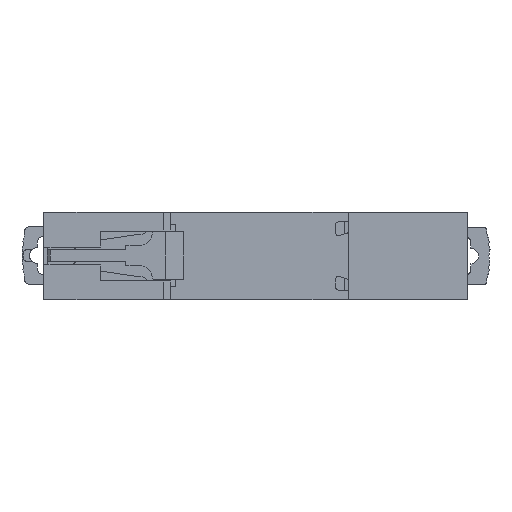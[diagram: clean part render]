
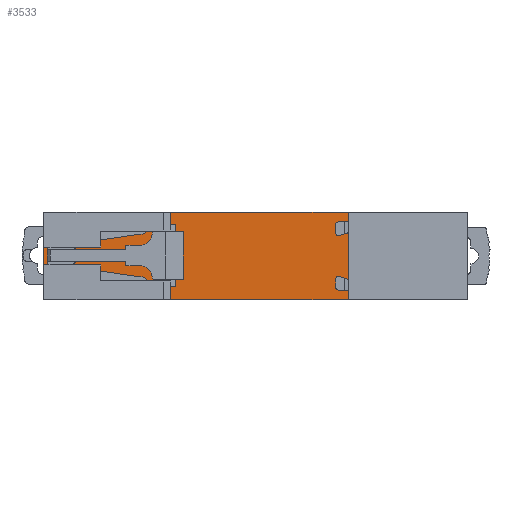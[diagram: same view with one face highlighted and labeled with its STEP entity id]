
A CAD part, front view. The second image highlights one B-rep face of the part: STEP entity #3533.
In plain terms, the highlighted planar face has unit normal (0, -1, 0).
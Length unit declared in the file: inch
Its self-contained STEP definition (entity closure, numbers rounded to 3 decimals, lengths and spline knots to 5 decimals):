
#481=DIRECTION('',(0.,0.,1.));
#482=VECTOR('',#481,0.1122);
#483=CARTESIAN_POINT('',(1.17657,0.26502,
-0.69094));
#484=LINE('',#483,#482);
#485=DIRECTION('',(1.,0.,0.));
#486=VECTOR('',#485,1.);
#487=CARTESIAN_POINT('',(0.17657,0.26502,
-0.11417));
#488=LINE('',#487,#486);
#489=DIRECTION('',(0.,0.,1.));
#490=VECTOR('',#489,0.1122);
#491=CARTESIAN_POINT('',(1.17657,0.26502,
-0.11417));
#492=LINE('',#491,#490);
#493=DIRECTION('',(1.,0.,0.));
#494=VECTOR('',#493,1.39764);
#495=CARTESIAN_POINT('',(1.17657,0.26502,
-0.00197));
#496=LINE('',#495,#494);
#497=DIRECTION('',(0.,0.,1.));
#498=VECTOR('',#497,0.68898);
#499=CARTESIAN_POINT('',(2.5742,0.26502,
-0.69094));
#500=LINE('',#499,#498);
#501=DIRECTION('',(-1.,0.,0.));
#502=VECTOR('',#501,1.39764);
#503=CARTESIAN_POINT('',(2.5742,0.26502,
-0.69094));
#504=LINE('',#503,#502);
#663=DIRECTION('',(0.,0.,-1.));
#664=VECTOR('',#663,0.46457);
#665=CARTESIAN_POINT('',(0.17657,0.26502,
-0.11417));
#666=LINE('',#665,#664);
#1057=DIRECTION('',(1.,0.,0.));
#1058=VECTOR('',#1057,1.);
#1059=CARTESIAN_POINT('',(0.17657,0.26502,
-0.57874));
#1060=LINE('',#1059,#1058);
#2399=CARTESIAN_POINT('',(2.5742,0.26502,
-0.69094));
#2400=CARTESIAN_POINT('',(2.5742,0.26502,
-0.00197));
#2401=VERTEX_POINT('',#2399);
#2402=VERTEX_POINT('',#2400);
#2637=CARTESIAN_POINT('',(1.17657,0.26502,
-0.69094));
#2638=VERTEX_POINT('',#2637);
#2643=CARTESIAN_POINT('',(1.17657,0.26502,
-0.00197));
#2644=VERTEX_POINT('',#2643);
#2655=CARTESIAN_POINT('',(0.17657,0.26502,
-0.11417));
#2656=VERTEX_POINT('',#2655);
#2657=CARTESIAN_POINT('',(0.17657,0.26502,
-0.57874));
#2658=VERTEX_POINT('',#2657);
#2665=CARTESIAN_POINT('',(1.17657,0.26502,
-0.11417));
#2667=VERTEX_POINT('',#2665);
#2669=CARTESIAN_POINT('',(1.17657,0.26502,
-0.57874));
#2671=VERTEX_POINT('',#2669);
#3512=CARTESIAN_POINT('',(2.5742,0.26502,
-0.69094));
#3513=DIRECTION('',(0.,-1.,0.));
#3514=DIRECTION('',(-1.,0.,0.));
#3515=AXIS2_PLACEMENT_3D('',#3512,#3513,#3514);
#3516=PLANE('',#3515);
#3518=ORIENTED_EDGE('',*,*,#3517,.T.);
#3520=ORIENTED_EDGE('',*,*,#3519,.F.);
#3522=ORIENTED_EDGE('',*,*,#3521,.F.);
#3524=ORIENTED_EDGE('',*,*,#3523,.T.);
#3526=ORIENTED_EDGE('',*,*,#3525,.T.);
#3528=ORIENTED_EDGE('',*,*,#3527,.T.);
#3529=ORIENTED_EDGE('',*,*,#3470,.F.);
#3530=ORIENTED_EDGE('',*,*,#3028,.T.);
#3531=EDGE_LOOP('',(#3518,#3520,#3522,#3524,#3526,#3528,#3529,#3530));
#3532=FACE_OUTER_BOUND('',#3531,.F.);
#3533=ADVANCED_FACE('',(#3532),#3516,.T.);
#3028=EDGE_CURVE('',#2401,#2638,#504,.T.);
#3470=EDGE_CURVE('',#2401,#2402,#500,.T.);
#3517=EDGE_CURVE('',#2638,#2671,#484,.T.);
#3519=EDGE_CURVE('',#2658,#2671,#1060,.T.);
#3521=EDGE_CURVE('',#2656,#2658,#666,.T.);
#3523=EDGE_CURVE('',#2656,#2667,#488,.T.);
#3525=EDGE_CURVE('',#2667,#2644,#492,.T.);
#3527=EDGE_CURVE('',#2644,#2402,#496,.T.);
